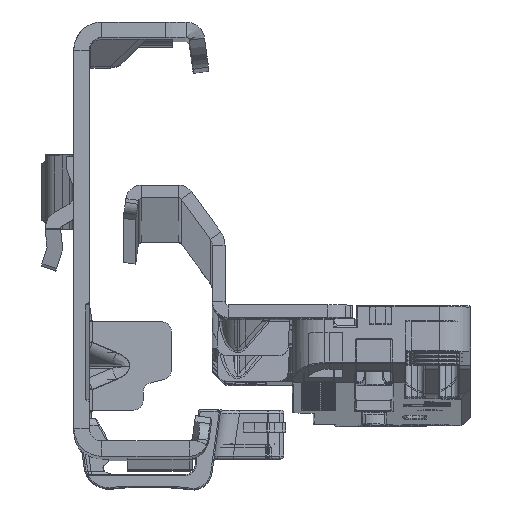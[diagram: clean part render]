
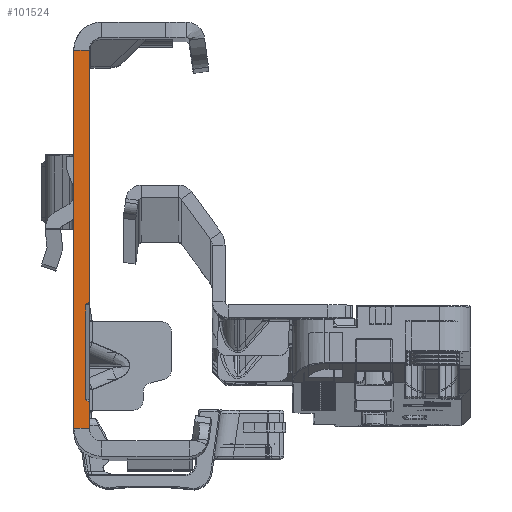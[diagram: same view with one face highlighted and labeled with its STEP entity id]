
A CAD part, top view. The second image highlights one B-rep face of the part: STEP entity #101524.
In plain terms, the highlighted planar face has unit normal (0, 0, 1).
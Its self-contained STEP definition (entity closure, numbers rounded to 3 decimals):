
#60 = DIRECTION ( 'NONE',  ( 1., 0., 0. ) ) ;
#1659 = CARTESIAN_POINT ( 'NONE',  ( -2.45, -32., 0. ) ) ;
#3093 = CARTESIAN_POINT ( 'NONE',  ( -0.536, -9.85, 0. ) ) ;
#6053 = CARTESIAN_POINT ( 'NONE',  ( -0.536, -10.45, 0. ) ) ;
#7038 = LINE ( 'NONE', #47241, #114451 ) ;
#7256 = LINE ( 'NONE', #65652, #100490 ) ;
#8549 = VERTEX_POINT ( 'NONE', #69337 ) ;
#9551 = EDGE_CURVE ( 'NONE', #68063, #55432, #71270, .T. ) ;
#11792 = EDGE_CURVE ( 'NONE', #105198, #109574, #118882, .T. ) ;
#12618 = ORIENTED_EDGE ( 'NONE', *, *, #97264, .F. ) ;
#17960 = ORIENTED_EDGE ( 'NONE', *, *, #35012, .T. ) ;
#19774 = CARTESIAN_POINT ( 'NONE',  ( -0.259, -10.182, 0. ) ) ;
#20032 = VECTOR ( 'NONE', #69205, 1000. ) ;
#22073 = FACE_OUTER_BOUND ( 'NONE', #24569, .T. ) ;
#22277 = ORIENTED_EDGE ( 'NONE', *, *, #11792, .F. ) ;
#22365 = VECTOR ( 'NONE', #41419, 1000. ) ;
#24569 = EDGE_LOOP ( 'NONE', ( #84349, #17960, #22277, #103023, #28979, #12618, #31877, #116277 ) ) ;
#26857 = DIRECTION ( 'NONE',  ( -1., 0., 0. ) ) ;
#28979 = ORIENTED_EDGE ( 'NONE', *, *, #50723, .T. ) ;
#29020 = LINE ( 'NONE', #1659, #20032 ) ;
#30581 = CARTESIAN_POINT ( 'NONE',  ( 0., -30., 0. ) ) ;
#31877 = ORIENTED_EDGE ( 'NONE', *, *, #111269, .F. ) ;
#32499 = CARTESIAN_POINT ( 'NONE',  ( 0., 30., 0. ) ) ;
#35012 = EDGE_CURVE ( 'NONE', #68063, #109574, #69092, .T. ) ;
#37665 = CARTESIAN_POINT ( 'NONE',  ( 0., -25.968, 0. ) ) ;
#41419 = DIRECTION ( 'NONE',  ( 0., -1., 0. ) ) ;
#44268 = LINE ( 'NONE', #85827, #45213 ) ;
#45213 = VECTOR ( 'NONE', #74112, 1000. ) ;
#46313 = LINE ( 'NONE', #115782, #64686 ) ;
#47241 = CARTESIAN_POINT ( 'NONE',  ( 0., -30., 0. ) ) ;
#48763 = DIRECTION ( 'NONE',  ( 0., -1., 0. ) ) ;
#50723 = EDGE_CURVE ( 'NONE', #73224, #8549, #29020, .T. ) ;
#52794 = DIRECTION ( 'NONE',  ( 0.719, 0.695, 0. ) ) ;
#53756 = VECTOR ( 'NONE', #48763, 1000. ) ;
#55432 = VERTEX_POINT ( 'NONE', #85638 ) ;
#61622 = PLANE ( 'NONE',  #119585 ) ;
#64686 = VECTOR ( 'NONE', #26857, 1000. ) ;
#65652 = CARTESIAN_POINT ( 'NONE',  ( 0.082, -26.047, 0. ) ) ;
#68063 = VERTEX_POINT ( 'NONE', #6053 ) ;
#69092 = LINE ( 'NONE', #19774, #84838 ) ;
#69205 = DIRECTION ( 'NONE',  ( 0., -1., 0. ) ) ;
#69337 = CARTESIAN_POINT ( 'NONE',  ( -2.45, -30., 0. ) ) ;
#71107 = EDGE_CURVE ( 'NONE', #105198, #73224, #46313, .T. ) ;
#71270 = LINE ( 'NONE', #3093, #22365 ) ;
#73102 = EDGE_CURVE ( 'NONE', #81255, #55432, #7256, .T. ) ;
#73224 = VERTEX_POINT ( 'NONE', #119494 ) ;
#74112 = DIRECTION ( 'NONE',  ( 0., -1., 0. ) ) ;
#81255 = VERTEX_POINT ( 'NONE', #37665 ) ;
#84349 = ORIENTED_EDGE ( 'NONE', *, *, #9551, .F. ) ;
#84838 = VECTOR ( 'NONE', #52794, 1000. ) ;
#85174 = DIRECTION ( 'NONE',  ( -0.719, 0.695, 0. ) ) ;
#85638 = CARTESIAN_POINT ( 'NONE',  ( -0.536, -25.45, 0. ) ) ;
#85827 = CARTESIAN_POINT ( 'NONE',  ( 0., -32., 0. ) ) ;
#88997 = CARTESIAN_POINT ( 'NONE',  ( -2.45, -32., 0. ) ) ;
#97264 = EDGE_CURVE ( 'NONE', #102596, #8549, #7038, .T. ) ;
#100490 = VECTOR ( 'NONE', #85174, 1000. ) ;
#101092 = CARTESIAN_POINT ( 'NONE',  ( 0., -9.932, 0. ) ) ;
#101524 = ADVANCED_FACE ( 'NONE', ( #22073 ), #61622, .T. ) ;
#102596 = VERTEX_POINT ( 'NONE', #30581 ) ;
#103023 = ORIENTED_EDGE ( 'NONE', *, *, #71107, .T. ) ;
#105198 = VERTEX_POINT ( 'NONE', #32499 ) ;
#108506 = DIRECTION ( 'NONE',  ( 0., 0., 1. ) ) ;
#109574 = VERTEX_POINT ( 'NONE', #101092 ) ;
#111269 = EDGE_CURVE ( 'NONE', #81255, #102596, #44268, .T. ) ;
#114451 = VECTOR ( 'NONE', #117372, 1000. ) ;
#115782 = CARTESIAN_POINT ( 'NONE',  ( 0., 30., 0. ) ) ;
#116277 = ORIENTED_EDGE ( 'NONE', *, *, #73102, .T. ) ;
#117372 = DIRECTION ( 'NONE',  ( -1., 0., 0. ) ) ;
#118882 = LINE ( 'NONE', #127965, #53756 ) ;
#119494 = CARTESIAN_POINT ( 'NONE',  ( -2.45, 30., 0. ) ) ;
#119585 = AXIS2_PLACEMENT_3D ( 'NONE', #88997, #108506, #60 ) ;
#127965 = CARTESIAN_POINT ( 'NONE',  ( 0., -32., 0. ) ) ;
